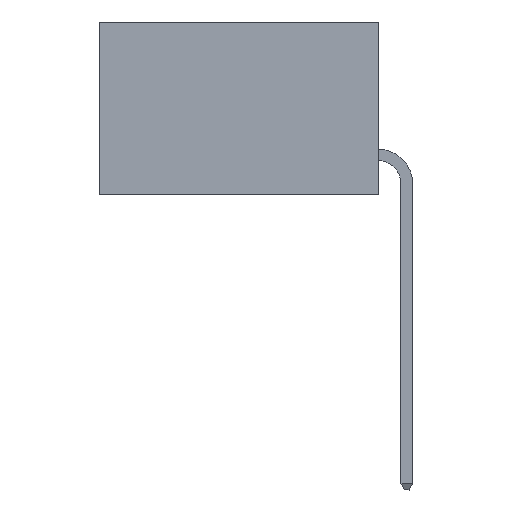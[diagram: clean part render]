
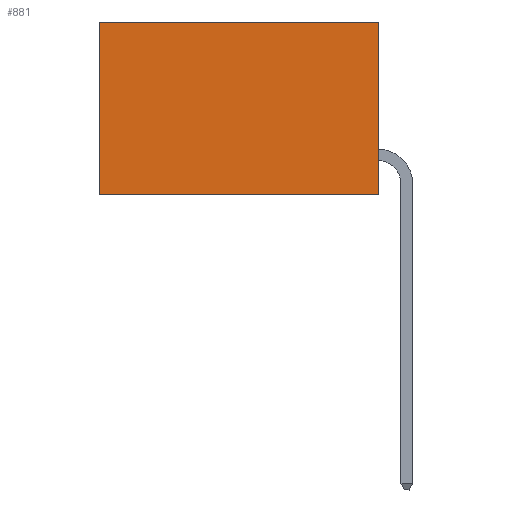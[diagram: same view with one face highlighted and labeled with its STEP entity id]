
A CAD part, left-side view. The second image highlights one B-rep face of the part: STEP entity #881.
In plain terms, the highlighted planar face has unit normal (-1, 0, 0).
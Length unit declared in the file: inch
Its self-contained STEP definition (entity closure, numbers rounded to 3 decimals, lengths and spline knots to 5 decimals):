
#630 = ORIENTED_EDGE ( 'NONE', *, *, #18764, .T. ) ;
#881 = ADVANCED_FACE ( 'NONE', ( #9934 ), #3992, .F. ) ;
#1199 = VECTOR ( 'NONE', #17562, 39.37008 ) ;
#1268 = DIRECTION ( 'NONE',  ( 0., 1., 0. ) ) ;
#1326 = CARTESIAN_POINT ( 'NONE',  ( 0.298, 0., -0.37 ) ) ;
#1363 = CARTESIAN_POINT ( 'NONE',  ( 0.298, 0., 0. ) ) ;
#1376 = EDGE_CURVE ( 'NONE', #16689, #7911, #2851, .T. ) ;
#2851 = LINE ( 'NONE', #20899, #5304 ) ;
#3085 = CARTESIAN_POINT ( 'NONE',  ( 0.298, 0.6, -0.37 ) ) ;
#3619 = LINE ( 'NONE', #4636, #4994 ) ;
#3992 = PLANE ( 'NONE',  #21683 ) ;
#4636 = CARTESIAN_POINT ( 'NONE',  ( 0.298, 0., -0.37 ) ) ;
#4994 = VECTOR ( 'NONE', #18303, 39.37008 ) ;
#5304 = VECTOR ( 'NONE', #8913, 39.37008 ) ;
#5603 = LINE ( 'NONE', #8181, #11001 ) ;
#6082 = ORIENTED_EDGE ( 'NONE', *, *, #9146, .T. ) ;
#7911 = VERTEX_POINT ( 'NONE', #1326 ) ;
#8155 = CARTESIAN_POINT ( 'NONE',  ( 0.298, 0.6, 0. ) ) ;
#8181 = CARTESIAN_POINT ( 'NONE',  ( 0.298, 0., 0. ) ) ;
#8913 = DIRECTION ( 'NONE',  ( 0., 0., -1. ) ) ;
#9146 = EDGE_CURVE ( 'NONE', #16689, #9873, #5603, .T. ) ;
#9293 = DIRECTION ( 'NONE',  ( 0., 0., -1. ) ) ;
#9873 = VERTEX_POINT ( 'NONE', #8155 ) ;
#9934 = FACE_OUTER_BOUND ( 'NONE', #21372, .T. ) ;
#10409 = EDGE_CURVE ( 'NONE', #7911, #21127, #3619, .T. ) ;
#10713 = CARTESIAN_POINT ( 'NONE',  ( 0.298, 0.6, 0. ) ) ;
#11001 = VECTOR ( 'NONE', #1268, 39.37008 ) ;
#11160 = CARTESIAN_POINT ( 'NONE',  ( 0.298, 0., 0. ) ) ;
#14468 = LINE ( 'NONE', #10713, #1199 ) ;
#16520 = ORIENTED_EDGE ( 'NONE', *, *, #10409, .F. ) ;
#16689 = VERTEX_POINT ( 'NONE', #1363 ) ;
#17562 = DIRECTION ( 'NONE',  ( 0., 0., -1. ) ) ;
#17955 = DIRECTION ( 'NONE',  ( 1., 0., 0. ) ) ;
#18303 = DIRECTION ( 'NONE',  ( 0., 1., 0. ) ) ;
#18764 = EDGE_CURVE ( 'NONE', #9873, #21127, #14468, .T. ) ;
#20768 = ORIENTED_EDGE ( 'NONE', *, *, #1376, .F. ) ;
#20899 = CARTESIAN_POINT ( 'NONE',  ( 0.298, 0., 0. ) ) ;
#21127 = VERTEX_POINT ( 'NONE', #3085 ) ;
#21372 = EDGE_LOOP ( 'NONE', ( #630, #16520, #20768, #6082 ) ) ;
#21683 = AXIS2_PLACEMENT_3D ( 'NONE', #11160, #17955, #9293 ) ;
